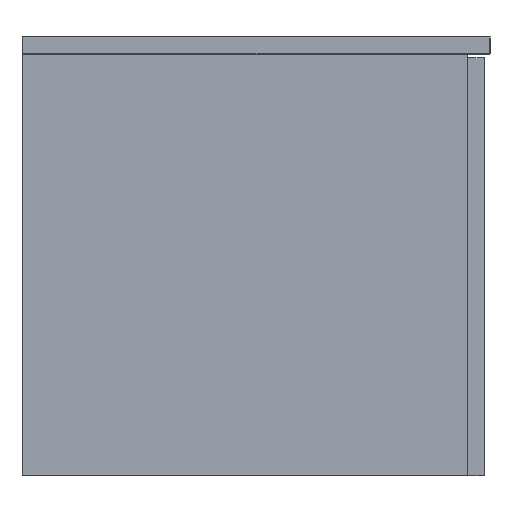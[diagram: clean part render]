
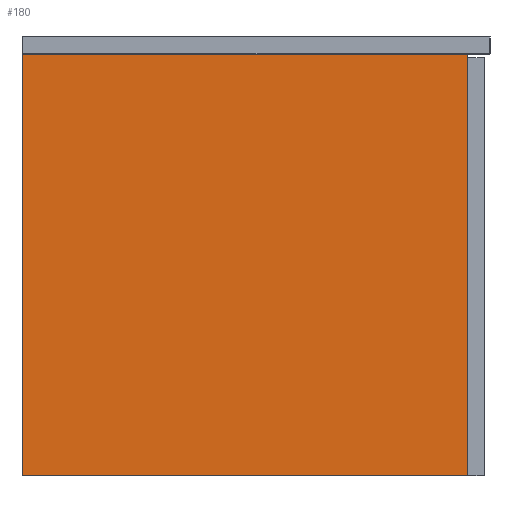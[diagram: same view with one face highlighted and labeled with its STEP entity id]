
A CAD part, left-side view. The second image highlights one B-rep face of the part: STEP entity #180.
In plain terms, the highlighted planar face has unit normal (-1, 0, 0).
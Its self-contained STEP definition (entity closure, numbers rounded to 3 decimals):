
#180=ADVANCED_FACE('',(#241),#912,.T.);
#241=FACE_OUTER_BOUND('',#303,.T.);
#303=EDGE_LOOP('',(#425,#426,#427,#428));
#425=ORIENTED_EDGE('',*,*,#633,.F.);
#426=ORIENTED_EDGE('',*,*,#634,.F.);
#427=ORIENTED_EDGE('',*,*,#630,.F.);
#428=ORIENTED_EDGE('',*,*,#632,.F.);
#630=EDGE_CURVE('',#845,#846,#752,.T.);
#632=EDGE_CURVE('',#847,#845,#754,.T.);
#633=EDGE_CURVE('',#848,#847,#755,.T.);
#634=EDGE_CURVE('',#846,#848,#756,.T.);
#752=B_SPLINE_CURVE_WITH_KNOTS('',1,(#1466,#1467),.UNSPECIFIED.,.F.,.F.,
(2,2),(0.,476.),.UNSPECIFIED.);
#754=B_SPLINE_CURVE_WITH_KNOTS('',1,(#1470,#1471),.UNSPECIFIED.,.F.,.F.,
(2,2),(-450.,0.),.UNSPECIFIED.);
#755=B_SPLINE_CURVE_WITH_KNOTS('',1,(#1472,#1473),.UNSPECIFIED.,.F.,.F.,
(2,2),(-476.,0.),.UNSPECIFIED.);
#756=B_SPLINE_CURVE_WITH_KNOTS('',1,(#1474,#1475),.UNSPECIFIED.,.F.,.F.,
(2,2),(-450.,0.),.UNSPECIFIED.);
#845=VERTEX_POINT('',#1452);
#846=VERTEX_POINT('',#1453);
#847=VERTEX_POINT('',#1454);
#848=VERTEX_POINT('',#1455);
#912=PLANE('',#1168);
#1168=AXIS2_PLACEMENT_3D('',#1444,#1257,$);
#1257=DIRECTION('',(-1.,0.,0.));
#1444=CARTESIAN_POINT('',(-446.5,-270.,-47.6));
#1452=CARTESIAN_POINT('',(-446.5,225.,0.));
#1453=CARTESIAN_POINT('',(-446.5,225.,476.));
#1454=CARTESIAN_POINT('',(-446.5,-225.,0.));
#1455=CARTESIAN_POINT('',(-446.5,-225.,476.));
#1466=CARTESIAN_POINT('',(-446.5,225.,0.));
#1467=CARTESIAN_POINT('',(-446.5,225.,476.));
#1470=CARTESIAN_POINT('',(-446.5,-225.,0.));
#1471=CARTESIAN_POINT('',(-446.5,225.,0.));
#1472=CARTESIAN_POINT('',(-446.5,-225.,476.));
#1473=CARTESIAN_POINT('',(-446.5,-225.,0.));
#1474=CARTESIAN_POINT('',(-446.5,225.,476.));
#1475=CARTESIAN_POINT('',(-446.5,-225.,476.));
